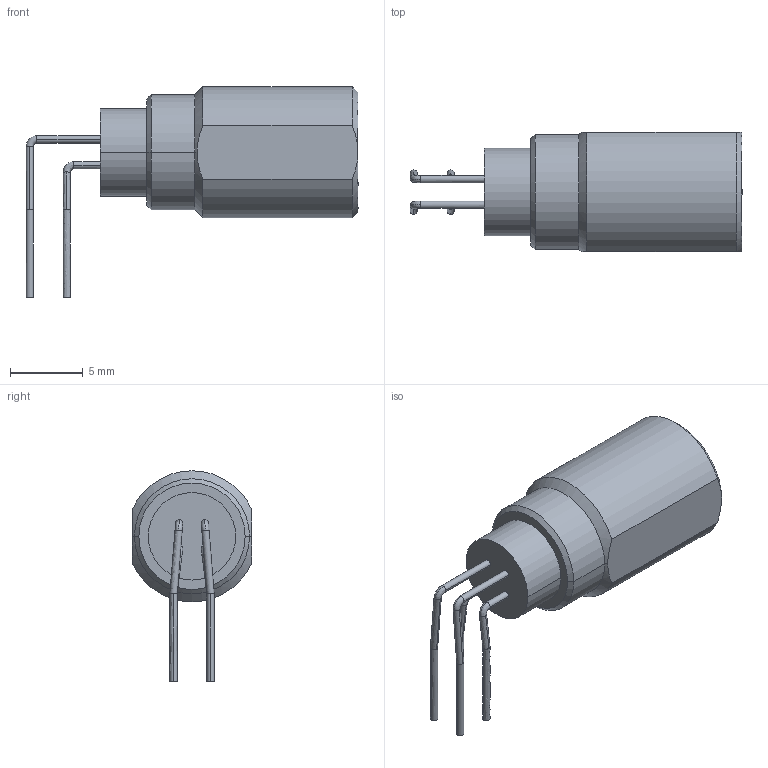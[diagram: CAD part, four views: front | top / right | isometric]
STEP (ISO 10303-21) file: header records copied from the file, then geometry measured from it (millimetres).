
FILE_DESCRIPTION((''),'2;1');
FILE_NAME('LEMO_ECG.0B.304.CLV_Part1.stp','2013-01-08T11:01:07',(''),(''),'Mechanical Desktop 2011','Mechanical Desktop 2011',', , ');
FILE_SCHEMA(('AUTOMOTIVE_DESIGN { 1 2 10303 214 1 1 1 1 }'));
Length unit declared in the file: millimetre
Products named in the file (1): Product
Bounding box: 22.79 x 8.2 x 14.45 mm (x, y, z)
Volume: 604.1 mm3; surface area: 1525.9 mm2
Topology: 15 solids, 15 shells, 105 faces, 224 edges, 150 vertices
Faces by surface type: cylinder 46, plane 25, bspline 24, cone 6, torus 4
Entity records: 3390 total; most frequent: CARTESIAN_POINT 972, DIRECTION 532, ORIENTED_EDGE 448, AXIS2_PLACEMENT_3D 234, EDGE_CURVE 224, VERTEX_POINT 150, CIRCLE 136, EDGE_LOOP 122
